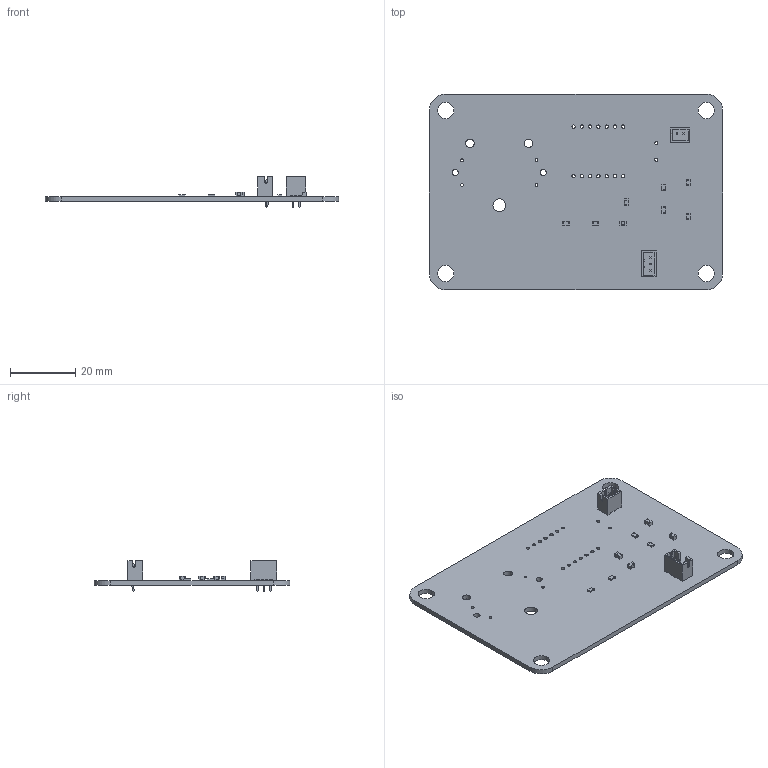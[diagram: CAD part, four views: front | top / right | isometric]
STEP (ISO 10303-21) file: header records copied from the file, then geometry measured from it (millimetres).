
FILE_DESCRIPTION(('KiCad electronic assembly'),'2;1');
FILE_NAME('display.step','2026-02-21T17:31:23',('Pcbnew'),('Kicad'), 'Open CASCADE STEP processor 7.8','KiCad to STEP converter','Unknown' );
FILE_SCHEMA(('AUTOMOTIVE_DESIGN { 1 0 10303 214 1 1 1 1 }'));
Length unit declared in the file: millimetre
Products named in the file (6): display 1; R_0805_2012Metric; C_0805_2012Metric; JST_PH_B3B-PH-K_1x03_P2.00mm_Vertical; JST_PH_B2B-PH-K_1x02_P2.00mm_Vertical; display_PCB
Assembly tree (11 placements, depth 2):
  display 1
    R_0805_2012Metric  x4
    C_0805_2012Metric  x4
    JST_PH_B3B-PH-K_1x03_P2.00mm_Vertical
    JST_PH_B2B-PH-K_1x02_P2.00mm_Vertical
    display_PCB
Bounding box: 90 x 60 x 9.4 mm (x, y, z)
Volume: 8141.6 mm3; surface area: 11897.9 mm2
Topology: 11 solids, 11 shells, 474 faces, 1268 edges, 832 vertices
Faces by surface type: plane 352, cylinder 122
Full cylindrical faces by diameter (mm): 0.75 x5, 0.85 x4, 1.016 x16, 1.9 x2, 2.6 x2, 3.9 x1, 5 x4
Entity records: 11899 total; most frequent: CARTESIAN_POINT 1728, ORIENTED_EDGE 1696, DIRECTION 1620, EDGE_CURVE 848, LINE 724, VECTOR 724, VERTEX_POINT 556, AXIS2_PLACEMENT_3D 448
